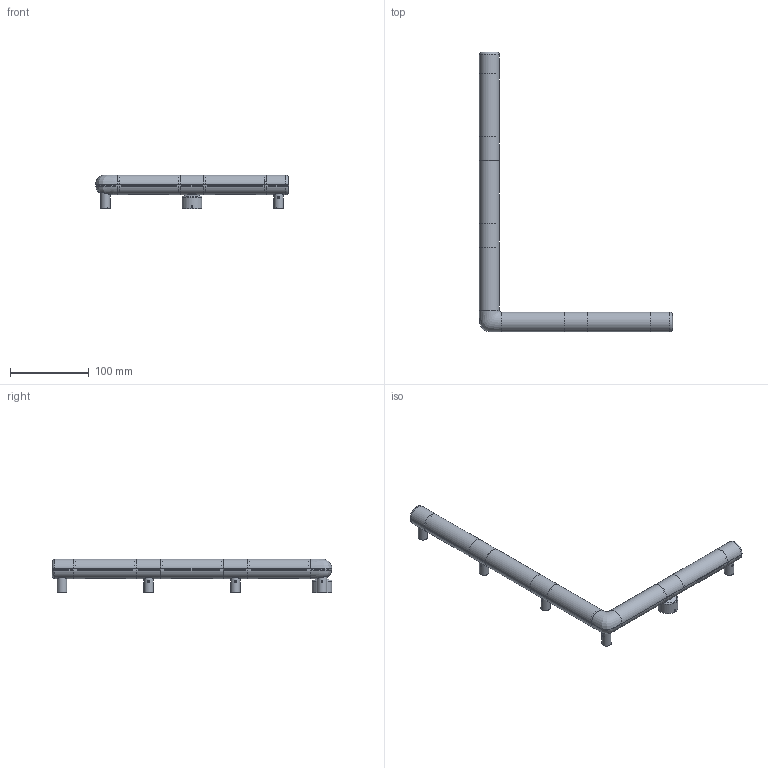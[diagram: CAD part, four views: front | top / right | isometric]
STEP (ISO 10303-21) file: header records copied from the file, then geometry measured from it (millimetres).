
FILE_DESCRIPTION(/* description */ (''),/* implementation_level */ '2;1');
FILE_NAME(/* name */ '1215L00_--A.O.L. L.M. LETTERA L.stp',/* time_stamp */ '2023-07-26T12:27:02+02:00',/* author */ (''),/* organization */ (''),/* preprocessor_version */ 'ST-DEVELOPER v19.3',/* originating_system */ 'SIEMENS PLM Software NX2212.5000',/* authorisation */ '');
FILE_SCHEMA (('AUTOMOTIVE_DESIGN { 1 0 10303 214 3 1 1 1 }'));
Length unit declared in the file: millimetre
Products named in the file (1): -_objects
Bounding box: 244.8 x 354.7 x 43 mm (x, y, z)
Volume: 132821.7 mm3; surface area: 119825.9 mm2
Topology: 34 solids, 34 shells, 1901 faces, 5002 edges, 3250 vertices
Faces by surface type: plane 768, cylinder 445, cone 303, bspline 219, torus 166
Full cylindrical faces by diameter (mm): 1.5 x20, 2.05 x7, 2.125 x10, 2.7 x10, 3.2 x5, 4 x1, 4.1 x5, 5.3 x5, 6.8 x5, 7.6 x5, 8.4 x1, 9 x5, 10 x1, 12 x7, 17.6 x1, 19.4 x1, 21.6 x2, 22 x1, 25 x1
Entity records: 76489 total; most frequent: CARTESIAN_POINT 30108, DIRECTION 9764, ORIENTED_EDGE 9488, EDGE_CURVE 4744, AXIS2_PLACEMENT_3D 3740, VERTEX_POINT 3168, LINE 2284, VECTOR 2284
